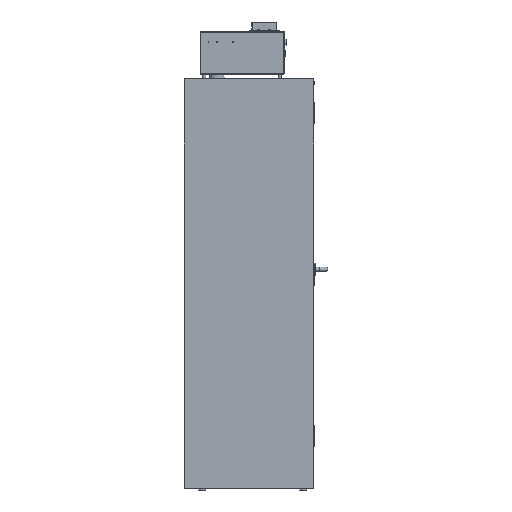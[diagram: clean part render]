
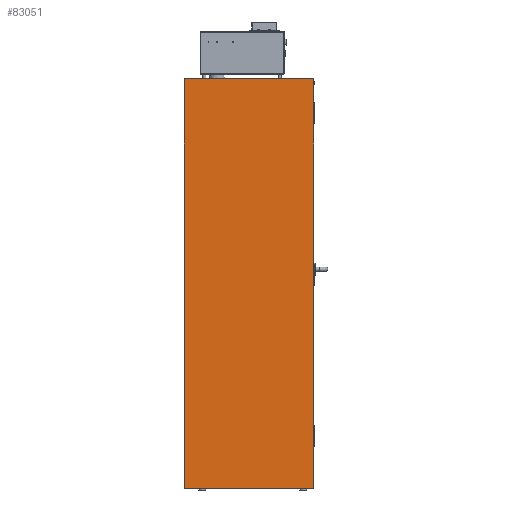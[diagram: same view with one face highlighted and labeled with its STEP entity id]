
A CAD part, left-side view. The second image highlights one B-rep face of the part: STEP entity #83051.
In plain terms, the highlighted planar face has unit normal (-1, 0, 0).
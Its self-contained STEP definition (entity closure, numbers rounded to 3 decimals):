
#5208=PLANE('',#89712);
#9429=FACE_OUTER_BOUND('',#14567,.T.);
#14567=EDGE_LOOP('',(#70689,#70690,#70691,#70692));
#20884=LINE('',#140063,#28328);
#21581=LINE('',#141671,#29025);
#21737=LINE('',#142028,#29181);
#21739=LINE('',#142031,#29183);
#28328=VECTOR('',#107607,10.);
#29025=VECTOR('',#109064,10.);
#29181=VECTOR('',#109422,10.);
#29183=VECTOR('',#109426,10.);
#38129=VERTEX_POINT('',#140056);
#38132=VERTEX_POINT('',#140061);
#38663=VERTEX_POINT('',#141670);
#38763=VERTEX_POINT('',#142027);
#48594=EDGE_CURVE('',#38132,#38129,#20884,.T.);
#49377=EDGE_CURVE('',#38129,#38663,#21581,.T.);
#49555=EDGE_CURVE('',#38663,#38763,#21737,.T.);
#49557=EDGE_CURVE('',#38763,#38132,#21739,.T.);
#70689=ORIENTED_EDGE('',*,*,#49377,.F.);
#70690=ORIENTED_EDGE('',*,*,#48594,.F.);
#70691=ORIENTED_EDGE('',*,*,#49557,.F.);
#70692=ORIENTED_EDGE('',*,*,#49555,.F.);
#83051=ADVANCED_FACE('',(#9429),#5208,.T.);
#89712=AXIS2_PLACEMENT_3D('',#142030,#109424,#109425);
#107607=DIRECTION('',(0.,-1.,0.));
#109064=DIRECTION('',(0.,0.,-1.));
#109422=DIRECTION('',(0.,1.,0.));
#109424=DIRECTION('center_axis',(-1.,0.,0.));
#109425=DIRECTION('ref_axis',(0.,-1.,0.));
#109426=DIRECTION('',(0.,0.,1.));
#140056=CARTESIAN_POINT('',(-596.88,-307.5,974.185));
#140061=CARTESIAN_POINT('',(-596.88,307.5,974.185));
#140063=CARTESIAN_POINT('',(-596.88,307.5,974.185));
#141670=CARTESIAN_POINT('',(-596.88,-307.5,-974.185));
#141671=CARTESIAN_POINT('',(-596.88,-307.5,0.));
#142027=CARTESIAN_POINT('',(-596.88,307.5,-974.185));
#142028=CARTESIAN_POINT('',(-596.88,307.5,-974.185));
#142030=CARTESIAN_POINT('Origin',(-596.88,307.5,0.));
#142031=CARTESIAN_POINT('',(-596.88,307.5,0.));
